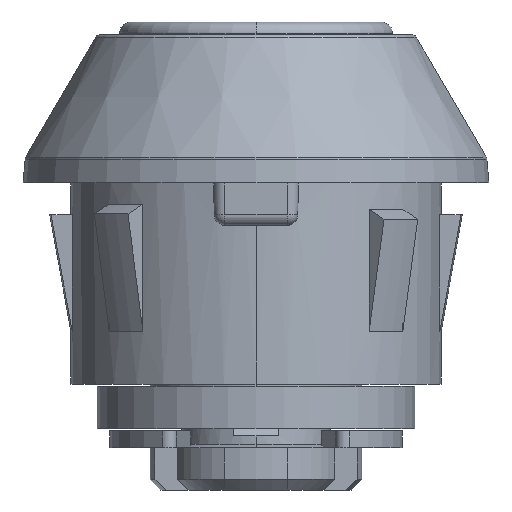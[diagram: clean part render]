
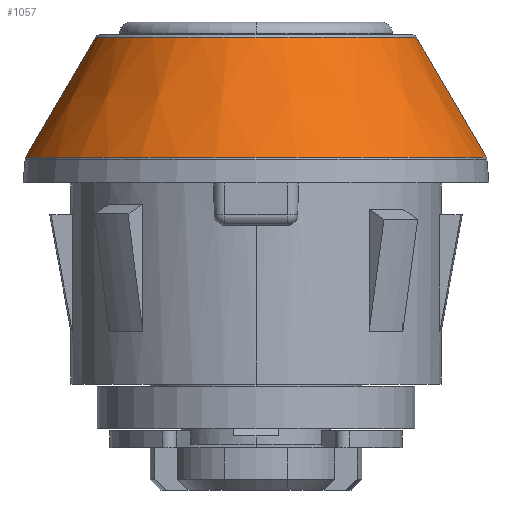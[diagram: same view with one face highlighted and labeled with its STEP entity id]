
A CAD part, front view. The second image highlights one B-rep face of the part: STEP entity #1057.
In plain terms, the highlighted conical face has half-angle 30.256 degrees and reference radius 9.221 mm.
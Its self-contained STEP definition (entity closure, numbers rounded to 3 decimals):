
#98=CARTESIAN_POINT('',(0.,-3.775,0.));
#99=DIRECTION('',(0.,-1.,0.));
#100=DIRECTION('',(0.,0.,1.));
#101=AXIS2_PLACEMENT_3D('',#98,#99,#100);
#103=DIRECTION('',(0.,0.864,0.504));
#104=VECTOR('',#103,6.542);
#105=CARTESIAN_POINT('',(0.,-3.775,
-10.869));
#106=LINE('',#105,#104);
#107=CARTESIAN_POINT('',(0.,1.876,0.));
#108=DIRECTION('',(0.,1.,0.));
#109=DIRECTION('',(0.,0.,-1.));
#110=AXIS2_PLACEMENT_3D('',#107,#108,#109);
#112=DIRECTION('',(0.,-0.864,0.504));
#113=VECTOR('',#112,6.542);
#114=CARTESIAN_POINT('',(0.,1.876,
7.572));
#115=LINE('',#114,#113);
#734=CARTESIAN_POINT('',(0.,1.876,7.572));
#735=CARTESIAN_POINT('',(0.,1.876,-7.572));
#736=VERTEX_POINT('',#734);
#737=VERTEX_POINT('',#735);
#786=CARTESIAN_POINT('',(0.,-3.775,10.869));
#787=CARTESIAN_POINT('',(0.,-3.775,-10.869));
#788=VERTEX_POINT('',#786);
#789=VERTEX_POINT('',#787);
#1045=CARTESIAN_POINT('',(0.,-0.95,0.));
#1046=DIRECTION('',(0.,-1.,0.));
#1047=DIRECTION('',(0.,0.,1.));
#1048=AXIS2_PLACEMENT_3D('',#1045,#1046,#1047);
#1049=CONICAL_SURFACE('',#1048,9.221,30.256);
#1050=ORIENTED_EDGE('',*,*,#997,.T.);
#1051=ORIENTED_EDGE('',*,*,#1040,.T.);
#1053=ORIENTED_EDGE('',*,*,#1052,.T.);
#1054=ORIENTED_EDGE('',*,*,#1036,.T.);
#1055=EDGE_LOOP('',(#1050,#1051,#1053,#1054));
#1056=FACE_OUTER_BOUND('',#1055,.F.);
#1057=ADVANCED_FACE('',(#1056),#1049,.T.);
#102=CIRCLE('',#101,10.869);
#111=CIRCLE('',#110,7.572);
#997=EDGE_CURVE('',#788,#789,#102,.T.);
#1036=EDGE_CURVE('',#736,#788,#115,.T.);
#1040=EDGE_CURVE('',#789,#737,#106,.T.);
#1052=EDGE_CURVE('',#737,#736,#111,.T.);
